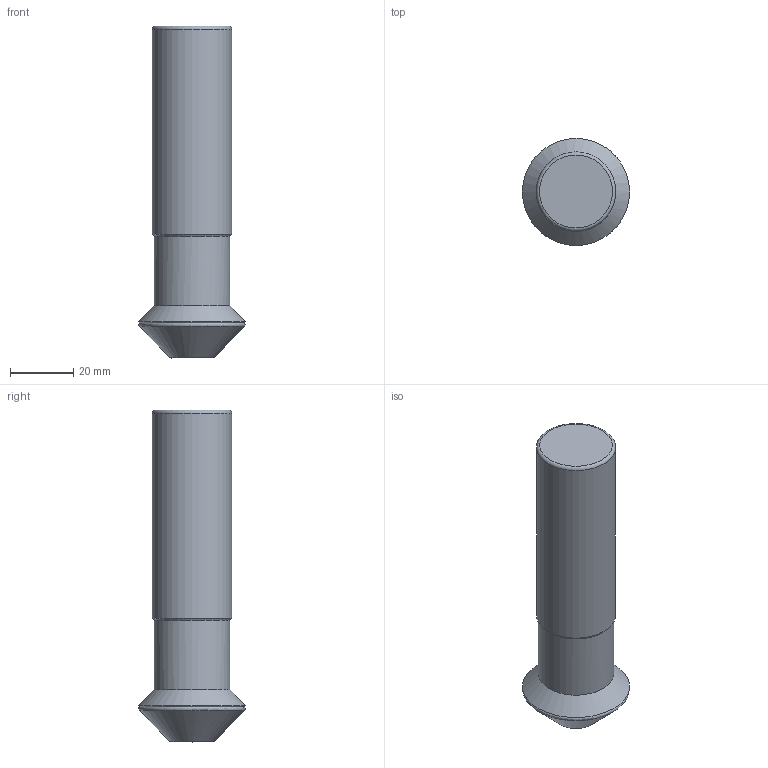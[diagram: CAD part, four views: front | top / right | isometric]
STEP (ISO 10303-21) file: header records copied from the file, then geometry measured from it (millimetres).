
FILE_DESCRIPTION(/* description */ (''),/* implementation_level */ '2;1');
FILE_NAME(/* name */ '2636_05_25_SIM2.stp',/* time_stamp */ '2024-09-27T10:08:42+02:00',/* author */ (''),/* organization */ (''),/* preprocessor_version */ 'ST-DEVELOPER v16.7',/* originating_system */ 'SIEMENS PLM Software NX 12.0',/* authorisation */ '');
FILE_SCHEMA (('AUTOMOTIVE_DESIGN { 1 0 10303 214 3 1 1 1 }'));
Length unit declared in the file: millimetre
Products named in the file (1): fo34186041F6gnln
Bounding box: 33.77 x 33.77 x 104.69 mm (x, y, z)
Volume: 56592.2 mm3; surface area: 11644.3 mm2
Topology: 2 solids, 2 shells, 14 faces, 37 edges, 25 vertices
Faces by surface type: revolution 8, cylinder 2, torus 2, plane 2
Full cylindrical faces by diameter (mm): 23.8 x1, 25 x1
Entity records: 392 total; most frequent: DIRECTION 68, CARTESIAN_POINT 59, ORIENTED_EDGE 38, AXIS2_PLACEMENT_3D 26, EDGE_LOOP 24, FACE_BOUND 20, CIRCLE 19, EDGE_CURVE 19
